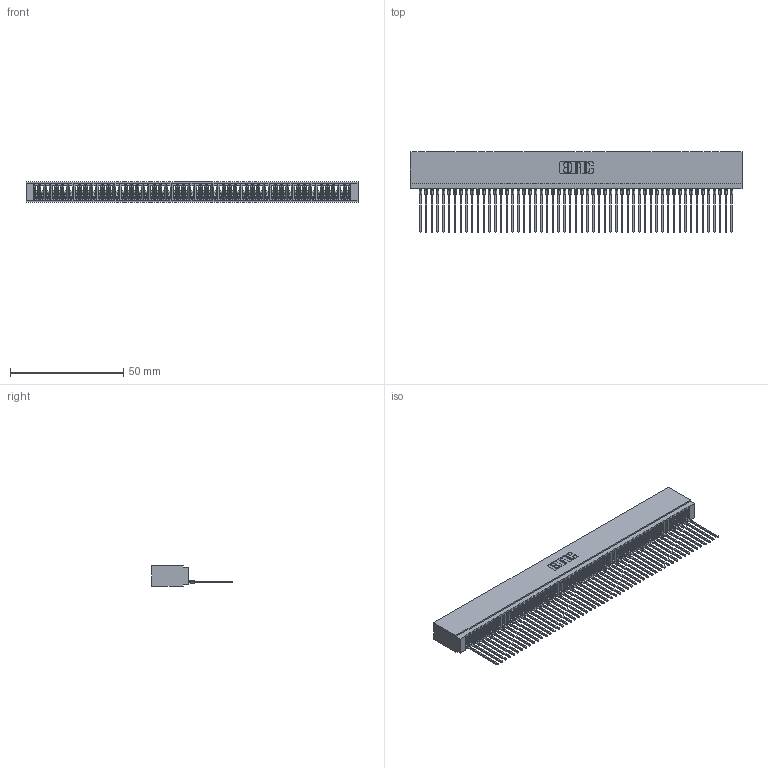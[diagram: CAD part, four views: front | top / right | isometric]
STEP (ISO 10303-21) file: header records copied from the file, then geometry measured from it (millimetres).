
FILE_DESCRIPTION (( 'STEP AP203' ), '1' );
FILE_NAME ('745-055-541-101.STEP', '2020-09-12T07:15:19', ( '' ), ( '' ), 'SwSTEP 2.0', 'SolidWorks 2020', '' );
FILE_SCHEMA (( 'CONFIG_CONTROL_DESIGN' ));
Products named in the file (3): 745-055-541-101; 745 Part_Insulator Option - 01; 745-292-001_541
Assembly tree (56 placements, depth 2):
  745-055-541-101
    745 Part_Insulator Option - 01
    745-292-001_541  x55
Bounding box: 146.3 x 35.45 x 8.89 mm (x, y, z)
Volume: 12828.3 mm3; surface area: 25237.5 mm2
Topology: 56 solids, 56 shells, 6255 faces, 17198 edges, 10842 vertices
Faces by surface type: plane 3740, bspline 1100, cylinder 1085, torus 330
Entity records: 89065 total; most frequent: CARTESIAN_POINT 16196, ORIENTED_EDGE 15712, DIRECTION 13604, EDGE_CURVE 7856, LINE 7344, VECTOR 7344, VERTEX_POINT 5010, AXIS2_PLACEMENT_3D 3130
